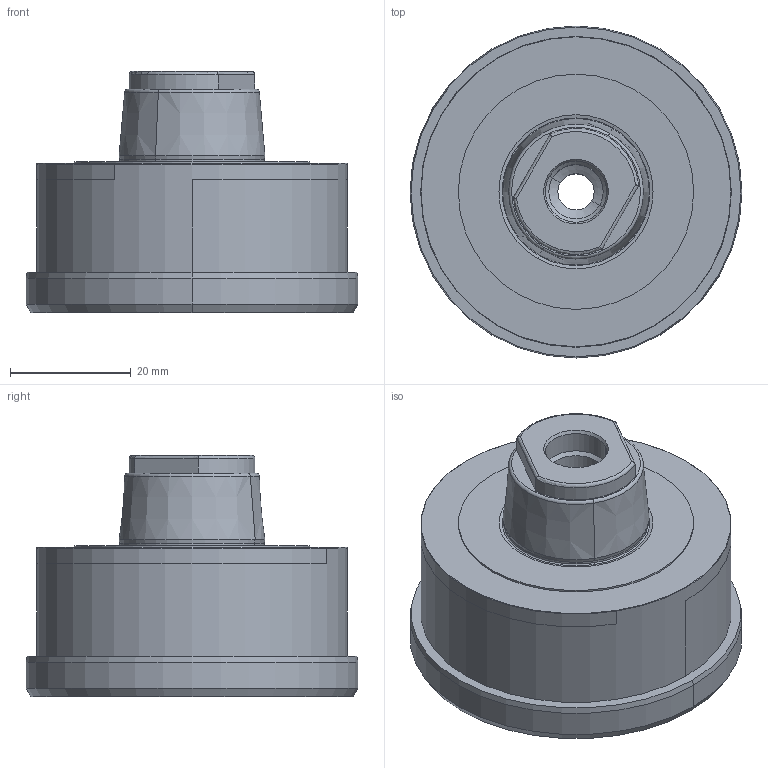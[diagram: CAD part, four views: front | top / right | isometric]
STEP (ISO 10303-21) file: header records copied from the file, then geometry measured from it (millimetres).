
FILE_DESCRIPTION((''),'2;1');
FILE_NAME('DEX','2022-12-07T08:49:03',('burgerk1'),(''),'CREO PARAMETRIC BY PTC INC, 2021184','CREO PARAMETRIC BY PTC INC, 2021184','');
FILE_SCHEMA(('AP242_MANAGED_MODEL_BASED_3D_ENGINEERING_MIM_LF { 1 0 10303 442 1 1 4 }'));
Length unit declared in the file: millimetre
Products named in the file (1): DEX
Bounding box: 55.02 x 55.02 x 39.95 mm (x, y, z)
Volume: 56855.7 mm3; surface area: 10678.7 mm2
Topology: 1 solids, 1 shells, 59 faces, 131 edges, 78 vertices
Faces by surface type: cone 26, cylinder 16, plane 9, torus 6, bspline 2
Entity records: 2358 total; most frequent: CARTESIAN_POINT 450, DIRECTION 323, ORIENTED_EDGE 254, PRESENTATION_STYLE_ASSIGNMENT 137, AXIS2_PLACEMENT_3D 134, STYLED_ITEM 133, CURVE_STYLE 132, EDGE_CURVE 127
